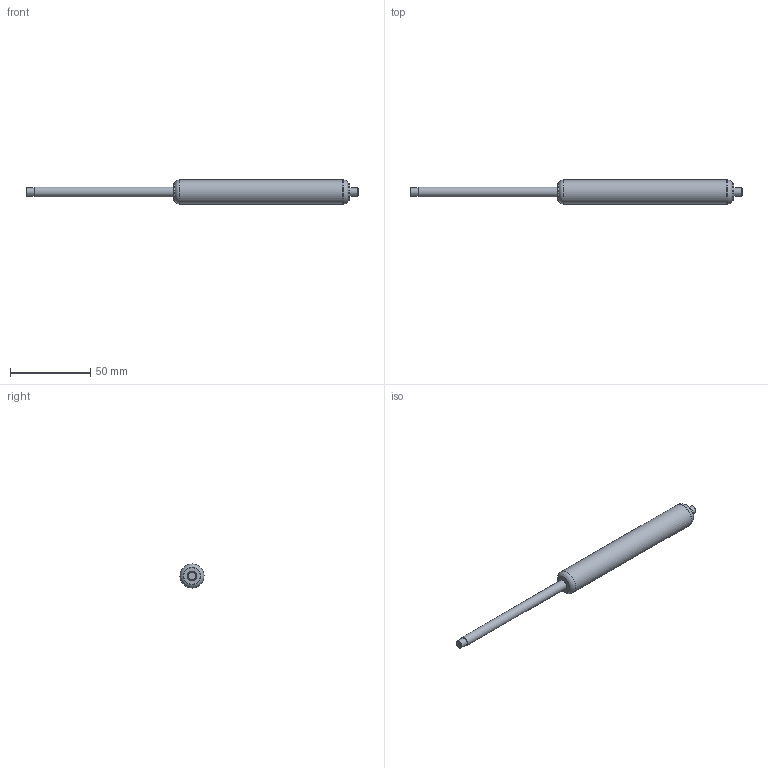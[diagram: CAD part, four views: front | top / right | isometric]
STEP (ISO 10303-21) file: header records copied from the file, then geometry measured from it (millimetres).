
FILE_DESCRIPTION(/* description */ (''),/* implementation_level */ '2;1');
FILE_NAME(/* name */ 'V0V0XE6-075-190--004-000N_Duese geoeffnet.stp',/* time_stamp */ '2018-08-28T11:08:21+02:00',/* author */ ('CADNEU'),/* organization */ (''),/* preprocessor_version */ 'ST-DEVELOPER v16.1',/* originating_system */ 'Autodesk Inventor 2016',/* authorisation */ '');
FILE_SCHEMA (('AUTOMOTIVE_DESIGN { 1 0 10303 214 3 1 1 }'));
Length unit declared in the file: millimetre
Products named in the file (5): Zylinder_15; Kolbenstange_06_Duese geoeffnet; Gewindeanschluß_M5x5-V0; Gewindeanschluß_V0_15; V0V0XE6-075-190--004-000N_Duese geoeffnet
Assembly tree (4 placements, depth 2):
  V0V0XE6-075-190--004-000N_Duese geoeffnet
    Zylinder_15
    Kolbenstange_06_Duese geoeffnet
    Gewindeanschluß_M5x5-V0
    Gewindeanschluß_V0_15
Bounding box: 207.3 x 15 x 15 mm (x, y, z)
Volume: 21827 mm3; surface area: 7655.7 mm2
Topology: 4 solids, 4 shells, 22 faces, 31 edges, 18 vertices
Faces by surface type: plane 9, cylinder 7, cone 4, torus 2
Full cylindrical faces by diameter (mm): 5 x2, 6 x1, 10.8 x1, 10.9 x1, 15 x2
Entity records: 542 total; most frequent: DIRECTION 98, CARTESIAN_POINT 67, AXIS2_PLACEMENT_3D 49, EDGE_LOOP 36, ORIENTED_EDGE 36, FACE_OUTER_BOUND 22, ADVANCED_FACE 22, CIRCLE 18
